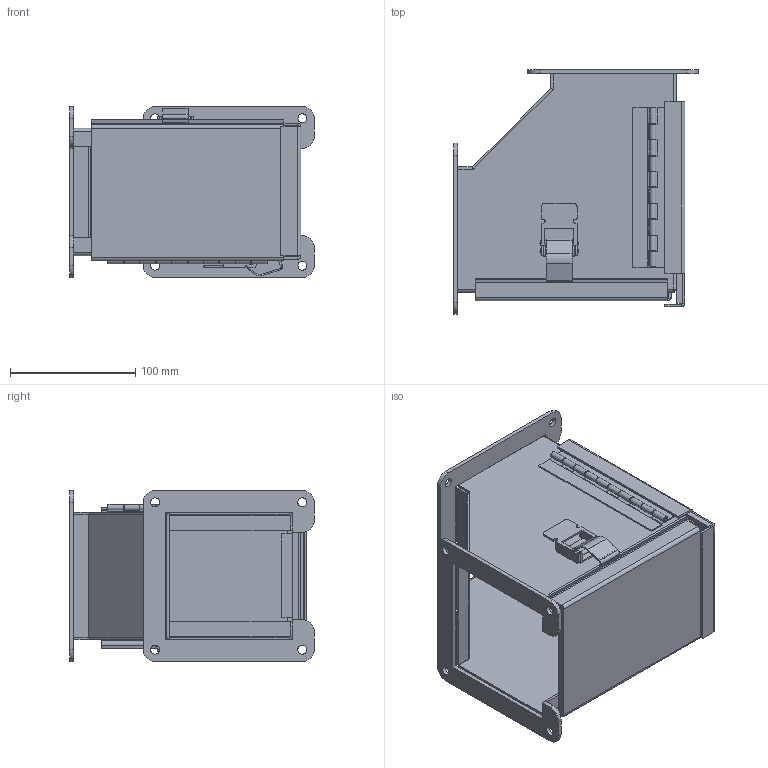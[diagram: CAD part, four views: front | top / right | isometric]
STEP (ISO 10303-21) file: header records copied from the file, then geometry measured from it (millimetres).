
FILE_DESCRIPTION(/* description */ ('LJWLC, TUB,CS, 4X4'),/* implementation_level */ '2;1');
FILE_NAME(/* name */ 'LJWL904C.stp',/* time_stamp */ '2017-03-08T11:11:33+06:00',/* author */ ('mgunasekar'),/* organization */ (''),/* preprocessor_version */ 'ST-DEVELOPER v16.1',/* originating_system */ 'Autodesk Inventor 2016',/* authorisation */ '');
FILE_SCHEMA (('AUTOMOTIVE_DESIGN { 1 0 10303 214 3 1 1 }'));
Length unit declared in the file: inch
Products named in the file (18): LJWL904CMAIN; PART1; PART2; PART3; PART4; PART5; 35011; LJWL904CGASKET; LJW4RINGP; LJW904CTAB; LJWL904CTOPLID; LJWL904CBACKLID; 328120LH; 328120P; 328120TH; 328120; LJWL904CBACKLIDGASKET; LJWL904C
Assembly tree (21 placements, depth 3):
  LJWL904C
    LJWL904CMAIN  x2
    35011  x2
      PART1
      PART2
      PART3
      PART4
      PART5
    LJWL904CGASKET
    LJW4RINGP  x2
    LJW904CTAB
    LJWL904CTOPLID
    LJWL904CBACKLID
    328120  x2
      328120LH
      328120P
      328120TH
    LJWL904CBACKLIDGASKET
Bounding box: 195.26 x 195.25 x 136.53 mm (x, y, z)
Volume: 341272 mm3; surface area: 348872 mm2
Topology: 25 solids, 25 shells, 558 faces, 1412 edges, 904 vertices
Faces by surface type: plane 374, cylinder 172, bspline 12
Full cylindrical faces by diameter (mm): 2.54 x2, 2.957 x20, 3.454 x4, 3.946 x12, 4.286 x8, 7.144 x8
Entity records: 10802 total; most frequent: CARTESIAN_POINT 1908, DIRECTION 1757, ORIENTED_EDGE 1634, EDGE_CURVE 817, LINE 619, VECTOR 619, AXIS2_PLACEMENT_3D 569, VERTEX_POINT 532
